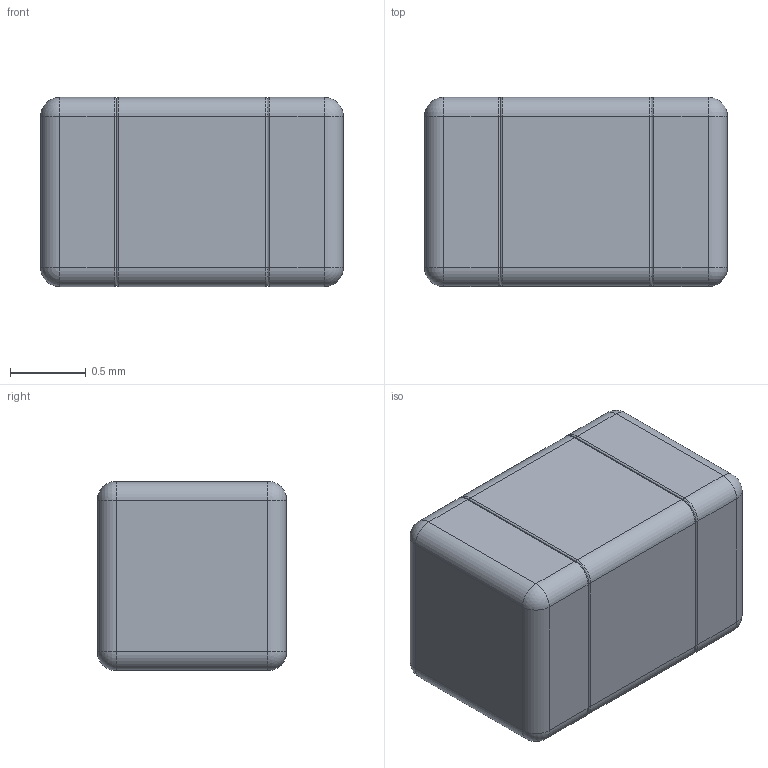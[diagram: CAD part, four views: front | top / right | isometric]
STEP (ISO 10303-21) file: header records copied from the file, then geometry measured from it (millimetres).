
FILE_DESCRIPTION (( 'STEP AP214' ), '1' );
FILE_NAME ('BLM21BD601SH1D.STEP', '2021-06-05T05:53:28', ( '' ), ( '' ), 'SwSTEP 2.0', 'SolidWorks 2018', '' );
FILE_SCHEMA (( 'AUTOMOTIVE_DESIGN' ));
Length unit declared in the file: millimetre
Products named in the file (2): BLM21BD601SH1D
Bounding box: 2 x 1.25 x 1.25 mm (x, y, z)
Volume: 3.1 mm3; surface area: 18.2 mm2
Topology: 3 solids, 3 shells, 78 faces, 168 edges, 88 vertices
Faces by surface type: cylinder 36, plane 18, torus 16, sphere 8
Entity records: 2949 total; most frequent: DIRECTION 408, CARTESIAN_POINT 328, ORIENTED_EDGE 320, AXIS2_PLACEMENT_3D 168, EDGE_CURVE 160, VERTEX_POINT 88, CIRCLE 88, UNCERTAINTY_MEASURE_WITH_UNIT 83
